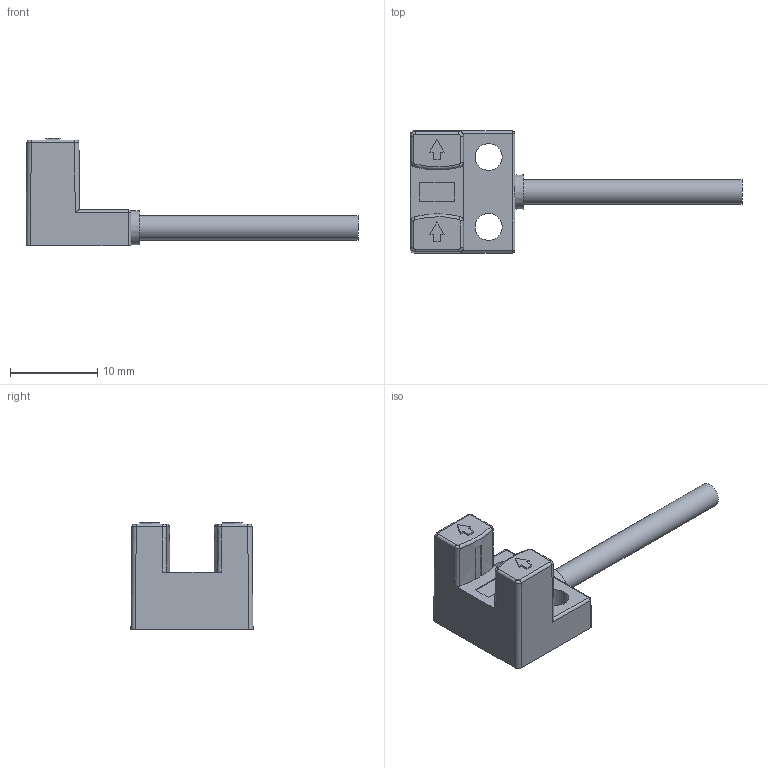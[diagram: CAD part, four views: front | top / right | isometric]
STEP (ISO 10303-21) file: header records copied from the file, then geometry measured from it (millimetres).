
FILE_DESCRIPTION(/* description */ (''),/* implementation_level */ '2;1');
FILE_NAME(/* name */ 'SL-302.stp',/* time_stamp */ '2021-07-22T09:59:02+08:00',/* author */ (''),/* organization */ (''),/* preprocessor_version */ 'ST-DEVELOPER v14',/* originating_system */ 'SIEMENS PLM Software NX 8.0',/* authorisation */ '');
FILE_SCHEMA (('AUTOMOTIVE_DESIGN { 1 0 10303 214 3 1 1 1 }'));
Length unit declared in the file: millimetre
Products named in the file (1): Admi43D89864mdzm
Bounding box: 37.99 x 13.97 x 12.3 mm (x, y, z)
Volume: 1273.3 mm3; surface area: 1133.1 mm2
Topology: 1 solids, 1 shells, 82 faces, 206 edges, 128 vertices
Faces by surface type: plane 41, cylinder 18, bspline 12, cone 7, sphere 2, torus 2
Full cylindrical faces by diameter (mm): 2.8 x1, 3.085 x2
Entity records: 2615 total; most frequent: CARTESIAN_POINT 691, ORIENTED_EDGE 394, DIRECTION 390, EDGE_CURVE 197, AXIS2_PLACEMENT_3D 145, VERTEX_POINT 125, LINE 100, VECTOR 100
